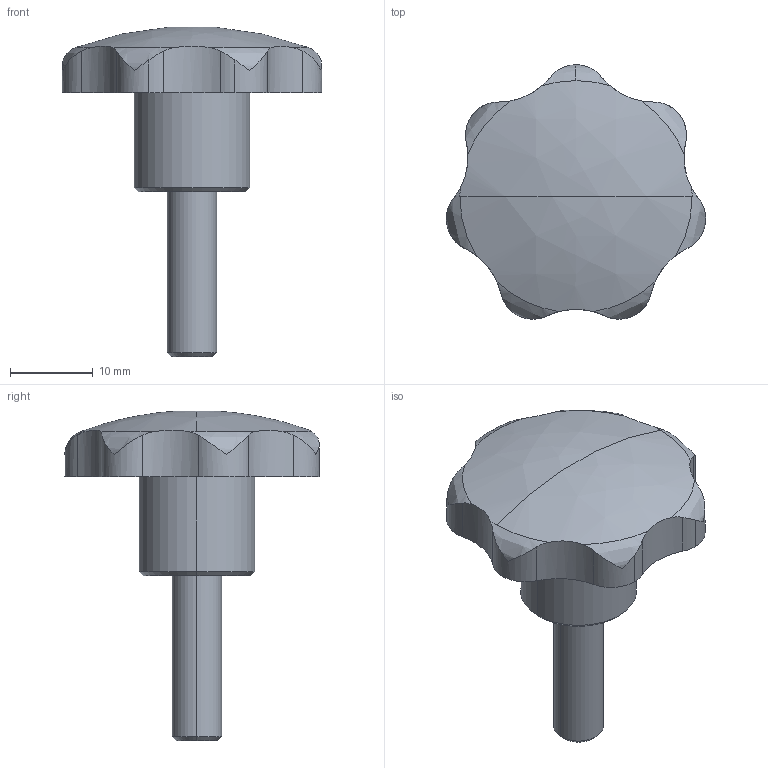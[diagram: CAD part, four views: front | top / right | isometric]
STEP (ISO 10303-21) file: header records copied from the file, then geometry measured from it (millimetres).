
FILE_DESCRIPTION (( 'STEP AP203' ), '1' );
FILE_NAME ('402516850_c_1.STEP', '2022-10-04T14:31:28', ( '' ), ( '' ), 'SwSTEP 2.0', 'SolidWorks 2014', '' );
FILE_SCHEMA (( 'CONFIG_CONTROL_DESIGN' ));
Length unit declared in the file: millimetre
Products named in the file (1): 402516850_c_1
Bounding box: 31.4 x 30.81 x 39.92 mm (x, y, z)
Volume: 6908.6 mm3; surface area: 2785.3 mm2
Topology: 1 solids, 1 shells, 37 faces, 101 edges, 68 vertices
Faces by surface type: cylinder 20, bspline 10, cone 4, plane 3
Entity records: 1782 total; most frequent: CARTESIAN_POINT 835, ORIENTED_EDGE 202, DIRECTION 160, EDGE_CURVE 101, AXIS2_PLACEMENT_3D 68, VERTEX_POINT 68, CIRCLE 40, EDGE_LOOP 39
